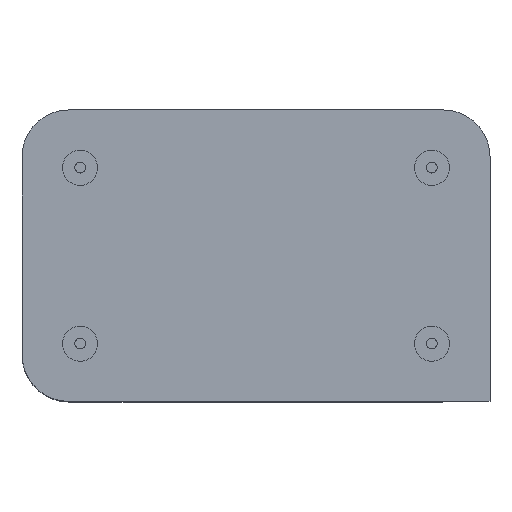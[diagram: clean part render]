
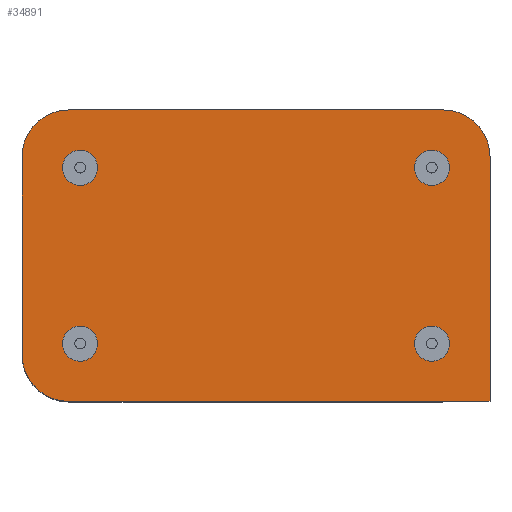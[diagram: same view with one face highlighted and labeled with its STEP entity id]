
A CAD part, top view. The second image highlights one B-rep face of the part: STEP entity #34891.
In plain terms, the highlighted planar face has unit normal (0, 0, 1).
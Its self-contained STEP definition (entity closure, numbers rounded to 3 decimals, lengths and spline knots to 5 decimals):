
#6053 = AXIS2_PLACEMENT_3D ( 'NONE', #45352, #45354, #45356 ) ;
#6054 = AXIS2_PLACEMENT_3D ( 'NONE', #45368, #45370, #45372 ) ;
#6055 = AXIS2_PLACEMENT_3D ( 'NONE', #45383, #45385, #45387 ) ;
#6056 = AXIS2_PLACEMENT_3D ( 'NONE', #45416, #45417, #45419 ) ;
#6057 = AXIS2_PLACEMENT_3D ( 'NONE', #45423, #45425, #45427 ) ;
#6058 = AXIS2_PLACEMENT_3D ( 'NONE', #45431, #45433, #45435 ) ;
#6059 = AXIS2_PLACEMENT_3D ( 'NONE', #45439, #45441, #45443 ) ;
#10415 = FACE_BOUND ( 'NONE', #39168, .T. ) ;
#10419 = FACE_BOUND ( 'NONE', #39169, .T. ) ;
#10420 = FACE_BOUND ( 'NONE', #39167, .T. ) ;
#10421 = FACE_OUTER_BOUND ( 'NONE', #39170, .T. ) ;
#10423 = FACE_BOUND ( 'NONE', #39162, .T. ) ;
#12202 = CARTESIAN_POINT ( 'NONE',  ( 0.718, 0.497, 0.06 ) ) ;
#12203 = CARTESIAN_POINT ( 'NONE',  ( 0., 0.417, 0.06 ) ) ;
#12204 = CARTESIAN_POINT ( 'NONE',  ( 0.08, 0., 0.06 ) ) ;
#12206 = CARTESIAN_POINT ( 'NONE',  ( 0.798, 0.417, 0.06 ) ) ;
#12208 = CARTESIAN_POINT ( 'NONE',  ( 0.08, 0.497, 0.06 ) ) ;
#12209 = CARTESIAN_POINT ( 'NONE',  ( 0.798, 0., 0.06 ) ) ;
#12210 = CARTESIAN_POINT ( 'NONE',  ( 0., 0.08, 0.06 ) ) ;
#15866 = DIRECTION ( 'NONE',  ( 0., 0., -1. ) ) ;
#15871 = PLANE ( 'NONE',  #16519 ) ;
#15873 = CARTESIAN_POINT ( 'NONE',  ( 0., 0.497, 0.06 ) ) ;
#15875 = DIRECTION ( 'NONE',  ( -1., 0., 0. ) ) ;
#16519 = AXIS2_PLACEMENT_3D ( 'NONE', #15873, #15866, #15875 ) ;
#18081 = LINE ( 'NONE', #45408, #25472 ) ;
#25429 = CIRCLE ( 'NONE', #6053, 0.08 ) ;
#25439 = CIRCLE ( 'NONE', #6054, 0.08 ) ;
#25450 = CIRCLE ( 'NONE', #6055, 0.08 ) ;
#25456 = LINE ( 'NONE', #45389, #25463 ) ;
#25463 = VECTOR ( 'NONE', #45392, 39.37008 ) ;
#25465 = LINE ( 'NONE', #45398, #25470 ) ;
#25468 = LINE ( 'NONE', #45403, #25475 ) ;
#25470 = VECTOR ( 'NONE', #45401, 39.37008 ) ;
#25472 = VECTOR ( 'NONE', #45410, 39.37008 ) ;
#25475 = VECTOR ( 'NONE', #45406, 39.37008 ) ;
#33849 = VERTEX_POINT ( 'NONE', #12202 ) ;
#33852 = VERTEX_POINT ( 'NONE', #12203 ) ;
#33856 = VERTEX_POINT ( 'NONE', #12204 ) ;
#33862 = VERTEX_POINT ( 'NONE', #12206 ) ;
#33869 = VERTEX_POINT ( 'NONE', #12208 ) ;
#33872 = VERTEX_POINT ( 'NONE', #12209 ) ;
#33876 = VERTEX_POINT ( 'NONE', #12210 ) ;
#34891 = ADVANCED_FACE ( 'NONE', ( #10420, #10423, #10415, #10419, #10421 ), #15871, .F. ) ;
#39162 = EDGE_LOOP ( 'NONE', ( #42659 ) ) ;
#39167 = EDGE_LOOP ( 'NONE', ( #42658 ) ) ;
#39168 = EDGE_LOOP ( 'NONE', ( #42660 ) ) ;
#39169 = EDGE_LOOP ( 'NONE', ( #42661 ) ) ;
#39170 = EDGE_LOOP ( 'NONE', ( #42662, #42663, #42664, #42665, #42666, #42667, #42668 ) ) ;
#42658 = ORIENTED_EDGE ( 'NONE', *, *, #43947, .T. ) ;
#42659 = ORIENTED_EDGE ( 'NONE', *, *, #43949, .T. ) ;
#42660 = ORIENTED_EDGE ( 'NONE', *, *, #43950, .T. ) ;
#42661 = ORIENTED_EDGE ( 'NONE', *, *, #43953, .T. ) ;
#42662 = ORIENTED_EDGE ( 'NONE', *, *, #43941, .T. ) ;
#42663 = ORIENTED_EDGE ( 'NONE', *, *, #43942, .T. ) ;
#42664 = ORIENTED_EDGE ( 'NONE', *, *, #43919, .T. ) ;
#42665 = ORIENTED_EDGE ( 'NONE', *, *, #43944, .T. ) ;
#42666 = ORIENTED_EDGE ( 'NONE', *, *, #43926, .T. ) ;
#42667 = ORIENTED_EDGE ( 'NONE', *, *, #43936, .T. ) ;
#42668 = ORIENTED_EDGE ( 'NONE', *, *, #43932, .T. ) ;
#43919 = EDGE_CURVE ( 'NONE', #33862, #33849, #25429, .T. ) ;
#43926 = EDGE_CURVE ( 'NONE', #33869, #33852, #25439, .T. ) ;
#43932 = EDGE_CURVE ( 'NONE', #33876, #33856, #25450, .T. ) ;
#43936 = EDGE_CURVE ( 'NONE', #33852, #33876, #25456, .T. ) ;
#43941 = EDGE_CURVE ( 'NONE', #33856, #33872, #25465, .T. ) ;
#43942 = EDGE_CURVE ( 'NONE', #33872, #33862, #25468, .T. ) ;
#43944 = EDGE_CURVE ( 'NONE', #33849, #33869, #18081, .T. ) ;
#43947 = EDGE_CURVE ( 'NONE', #47076, #47076, #46932, .T. ) ;
#43949 = EDGE_CURVE ( 'NONE', #47077, #47077, #46934, .T. ) ;
#43950 = EDGE_CURVE ( 'NONE', #47078, #47078, #46936, .T. ) ;
#43953 = EDGE_CURVE ( 'NONE', #47079, #47079, #46937, .T. ) ;
#45352 = CARTESIAN_POINT ( 'NONE',  ( 0.718, 0.417, 0.06 ) ) ;
#45354 = DIRECTION ( 'NONE',  ( 0., 0., 1. ) ) ;
#45356 = DIRECTION ( 'NONE',  ( -1., 0., 0. ) ) ;
#45368 = CARTESIAN_POINT ( 'NONE',  ( 0.08, 0.417, 0.06 ) ) ;
#45370 = DIRECTION ( 'NONE',  ( 0., 0., 1. ) ) ;
#45372 = DIRECTION ( 'NONE',  ( -1., 0., 0. ) ) ;
#45383 = CARTESIAN_POINT ( 'NONE',  ( 0.08, 0.08, 0.06 ) ) ;
#45385 = DIRECTION ( 'NONE',  ( 0., 0., 1. ) ) ;
#45387 = DIRECTION ( 'NONE',  ( -1., 0., 0. ) ) ;
#45389 = CARTESIAN_POINT ( 'NONE',  ( 0., 0., 0.06 ) ) ;
#45392 = DIRECTION ( 'NONE',  ( 0., -1., 0. ) ) ;
#45398 = CARTESIAN_POINT ( 'NONE',  ( 0., 0., 0.06 ) ) ;
#45401 = DIRECTION ( 'NONE',  ( 1., 0., 0. ) ) ;
#45403 = CARTESIAN_POINT ( 'NONE',  ( 0.798, 0., 0.06 ) ) ;
#45406 = DIRECTION ( 'NONE',  ( 0., 1., 0. ) ) ;
#45408 = CARTESIAN_POINT ( 'NONE',  ( 0., 0.497, 0.06 ) ) ;
#45410 = DIRECTION ( 'NONE',  ( -1., 0., 0. ) ) ;
#45416 = CARTESIAN_POINT ( 'NONE',  ( 0.699, 0.0985, 0.06 ) ) ;
#45417 = DIRECTION ( 'NONE',  ( 0., 0., -1. ) ) ;
#45419 = DIRECTION ( 'NONE',  ( -1., 0., 0. ) ) ;
#45423 = CARTESIAN_POINT ( 'NONE',  ( 0.699, 0.3985, 0.06 ) ) ;
#45425 = DIRECTION ( 'NONE',  ( 0., 0., -1. ) ) ;
#45427 = DIRECTION ( 'NONE',  ( -1., 0., 0. ) ) ;
#45431 = CARTESIAN_POINT ( 'NONE',  ( 0.099, 0.0985, 0.06 ) ) ;
#45433 = DIRECTION ( 'NONE',  ( 0., 0., -1. ) ) ;
#45435 = DIRECTION ( 'NONE',  ( -1., 0., 0. ) ) ;
#45439 = CARTESIAN_POINT ( 'NONE',  ( 0.099, 0.3985, 0.06 ) ) ;
#45441 = DIRECTION ( 'NONE',  ( 0., 0., -1. ) ) ;
#45443 = DIRECTION ( 'NONE',  ( -1., 0., 0. ) ) ;
#46433 = CARTESIAN_POINT ( 'NONE',  ( 0.669, 0.0985, 0.06 ) ) ;
#46435 = CARTESIAN_POINT ( 'NONE',  ( 0.669, 0.3985, 0.06 ) ) ;
#46436 = CARTESIAN_POINT ( 'NONE',  ( 0.069, 0.0985, 0.06 ) ) ;
#46438 = CARTESIAN_POINT ( 'NONE',  ( 0.069, 0.3985, 0.06 ) ) ;
#46932 = CIRCLE ( 'NONE', #6056, 0.03 ) ;
#46934 = CIRCLE ( 'NONE', #6057, 0.03 ) ;
#46936 = CIRCLE ( 'NONE', #6058, 0.03 ) ;
#46937 = CIRCLE ( 'NONE', #6059, 0.03 ) ;
#47076 = VERTEX_POINT ( 'NONE', #46433 ) ;
#47077 = VERTEX_POINT ( 'NONE', #46435 ) ;
#47078 = VERTEX_POINT ( 'NONE', #46436 ) ;
#47079 = VERTEX_POINT ( 'NONE', #46438 ) ;
